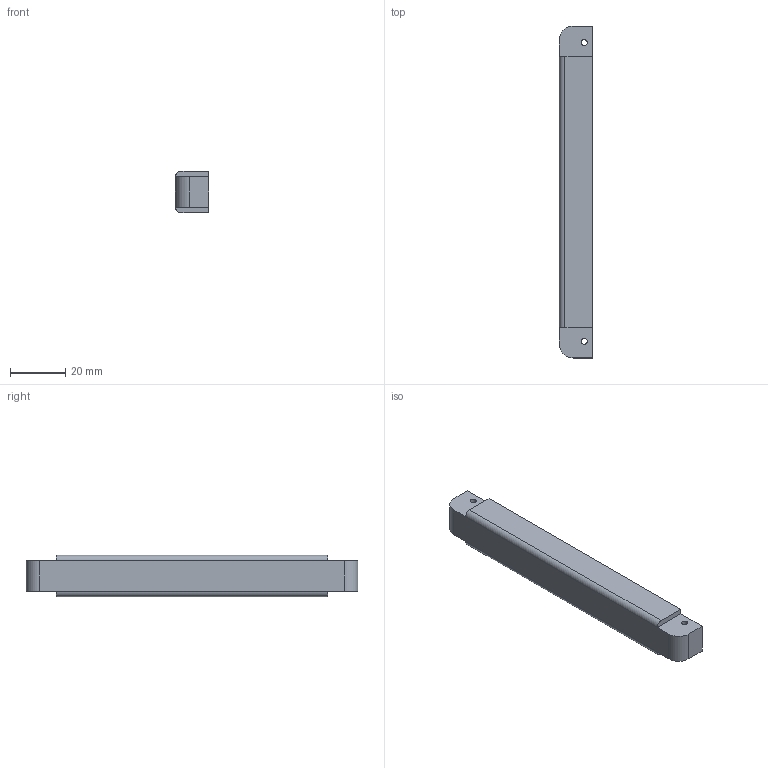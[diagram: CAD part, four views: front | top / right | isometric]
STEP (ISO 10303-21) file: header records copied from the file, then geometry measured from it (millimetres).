
FILE_DESCRIPTION(('Open CASCADE Model'),'2;1');
FILE_NAME('Open CASCADE Shape Model','2024-04-07T16:32:08',('Author'),( 'Open CASCADE'),'Open CASCADE STEP processor 7.7','Open CASCADE 7.7' ,'Unknown');
FILE_SCHEMA(('AUTOMOTIVE_DESIGN { 1 0 10303 214 1 1 1 1 }'));
Length unit declared in the file: millimetre
Products named in the file (1): Open CASCADE STEP translator 7.7 5
Bounding box: 12 x 120 x 15 mm (x, y, z)
Volume: 10061.1 mm3; surface area: 8431.1 mm2
Topology: 1 solids, 1 shells, 45 faces, 116 edges, 76 vertices
Faces by surface type: plane 33, cylinder 12
Full cylindrical faces by diameter (mm): 2.2 x4
Entity records: 2930 total; most frequent: CARTESIAN_POINT 544, DIRECTION 450, LINE 298, VECTOR 298, ORIENTED_EDGE 232, PCURVE 232, DEFINITIONAL_REPRESENTATION 232, EDGE_CURVE 116
